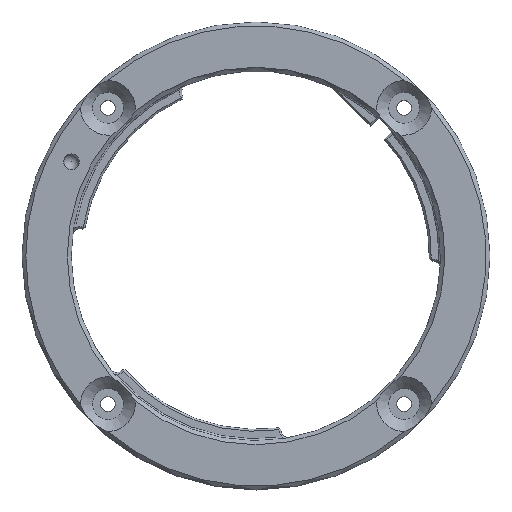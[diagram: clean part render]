
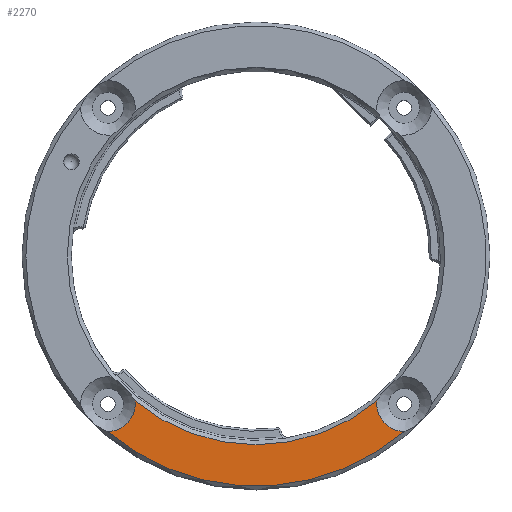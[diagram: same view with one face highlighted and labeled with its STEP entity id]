
A CAD part, top view. The second image highlights one B-rep face of the part: STEP entity #2270.
In plain terms, the highlighted planar face has unit normal (0, 0, 1).
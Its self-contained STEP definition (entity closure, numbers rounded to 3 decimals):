
#117=CIRCLE('',#2395,29.5);
#118=CIRCLE('',#2396,3.5);
#119=CIRCLE('',#2397,24.2);
#120=CIRCLE('',#2398,3.5);
#241=ORIENTED_EDGE('',*,*,#691,.T.);
#242=ORIENTED_EDGE('',*,*,#692,.T.);
#243=ORIENTED_EDGE('',*,*,#693,.T.);
#244=ORIENTED_EDGE('',*,*,#694,.T.);
#691=EDGE_CURVE('',#916,#917,#117,.F.);
#692=EDGE_CURVE('',#917,#918,#118,.T.);
#693=EDGE_CURVE('',#918,#919,#119,.T.);
#694=EDGE_CURVE('',#919,#916,#120,.T.);
#916=VERTEX_POINT('',#3138);
#917=VERTEX_POINT('',#3139);
#918=VERTEX_POINT('',#3141);
#919=VERTEX_POINT('',#3143);
#1217=EDGE_LOOP('',(#241,#242,#243,#244));
#1349=FACE_BOUND('',#1217,.T.);
#1475=PLANE('',#2394);
#2270=ADVANCED_FACE('',(#1349),#1475,.F.);
#2394=AXIS2_PLACEMENT_3D('',#3136,#2634,#2635);
#2395=AXIS2_PLACEMENT_3D('',#3137,#2636,#2637);
#2396=AXIS2_PLACEMENT_3D('',#3140,#2638,#2639);
#2397=AXIS2_PLACEMENT_3D('',#3142,#2640,#2641);
#2398=AXIS2_PLACEMENT_3D('',#3144,#2642,#2643);
#2634=DIRECTION('',(0.,0.,-1.));
#2635=DIRECTION('',(-1.,0.,0.));
#2636=DIRECTION('',(0.,0.,-1.));
#2637=DIRECTION('',(-1.,0.,0.));
#2638=DIRECTION('',(0.,0.,-1.));
#2639=DIRECTION('',(1.,0.,0.));
#2640=DIRECTION('',(0.,0.,-1.));
#2641=DIRECTION('',(-1.,0.,0.));
#2642=DIRECTION('',(0.,0.,-1.));
#2643=DIRECTION('',(0.,-1.,0.));
#3136=CARTESIAN_POINT('',(0.,0.,14.05));
#3137=CARTESIAN_POINT('',(0.,0.,14.05));
#3138=CARTESIAN_POINT('',(-19.098,-22.484,14.05));
#3139=CARTESIAN_POINT('',(19.098,-22.484,14.05));
#3140=CARTESIAN_POINT('',(18.986,-18.986,14.05));
#3141=CARTESIAN_POINT('',(15.51,-18.576,14.05));
#3142=CARTESIAN_POINT('',(0.,0.,14.05));
#3143=CARTESIAN_POINT('',(-15.51,-18.576,14.05));
#3144=CARTESIAN_POINT('',(-18.986,-18.986,14.05));
